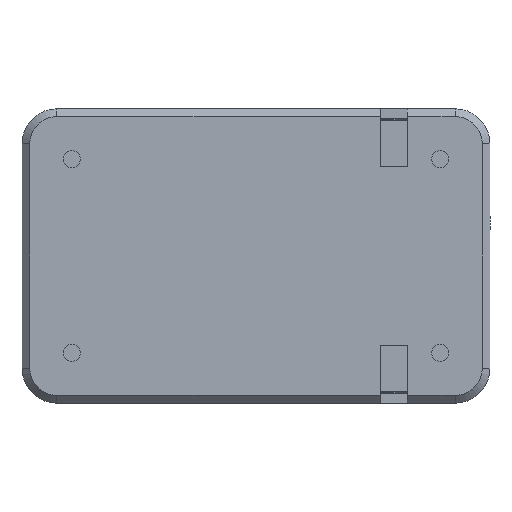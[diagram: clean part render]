
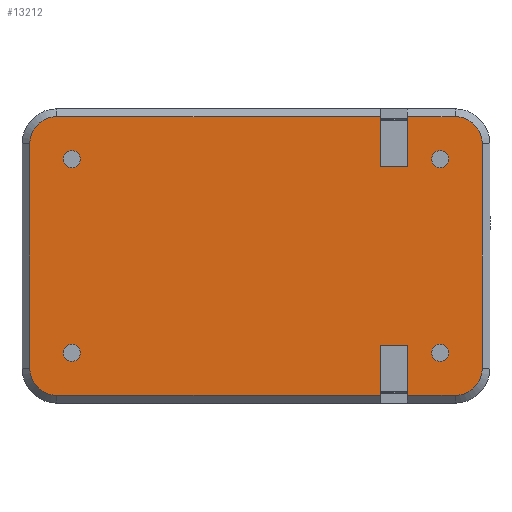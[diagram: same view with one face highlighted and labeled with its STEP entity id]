
A CAD part, front view. The second image highlights one B-rep face of the part: STEP entity #13212.
In plain terms, the highlighted planar face has unit normal (0, -1, 0).
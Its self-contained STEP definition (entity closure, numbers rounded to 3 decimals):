
#30=FACE_BOUND('',#1289,.T.);
#31=FACE_BOUND('',#1290,.T.);
#32=FACE_BOUND('',#1291,.T.);
#33=FACE_BOUND('',#1292,.T.);
#129=CIRCLE('',#13711,1.1);
#132=CIRCLE('',#13717,1.1);
#135=CIRCLE('',#13723,1.1);
#138=CIRCLE('',#13729,1.1);
#175=CIRCLE('',#13854,3.5);
#177=CIRCLE('',#13858,3.5);
#179=CIRCLE('',#13868,3.5);
#181=CIRCLE('',#13872,3.5);
#580=FACE_OUTER_BOUND('',#1288,.T.);
#1288=EDGE_LOOP('',(#9999,#10000,#10001,#10002,#10003,#10004,#10005,#10006,
#10007,#10008,#10009,#10010,#10011,#10012,#10013,#10014));
#1289=EDGE_LOOP('',(#10015));
#1290=EDGE_LOOP('',(#10016));
#1291=EDGE_LOOP('',(#10017));
#1292=EDGE_LOOP('',(#10018));
#2232=LINE('',#19040,#4011);
#2235=LINE('',#19051,#4014);
#2239=LINE('',#19063,#4018);
#2284=LINE('',#19140,#4063);
#2290=LINE('',#19151,#4069);
#2293=LINE('',#19162,#4072);
#2297=LINE('',#19172,#4076);
#2340=LINE('',#19246,#4119);
#2405=LINE('',#19406,#4184);
#2407=LINE('',#19410,#4186);
#2409=LINE('',#19413,#4188);
#2451=LINE('',#19503,#4230);
#4011=VECTOR('',#15370,10.);
#4014=VECTOR('',#15381,10.);
#4018=VECTOR('',#15393,10.);
#4063=VECTOR('',#15448,10.);
#4069=VECTOR('',#15456,10.);
#4072=VECTOR('',#15467,10.);
#4076=VECTOR('',#15479,10.);
#4119=VECTOR('',#15532,10.);
#4184=VECTOR('',#15765,10.);
#4186=VECTOR('',#15769,10.);
#4188=VECTOR('',#15773,10.);
#4230=VECTOR('',#15875,10.);
#5417=VERTEX_POINT('',#18238);
#5426=VERTEX_POINT('',#18261);
#5435=VERTEX_POINT('',#18284);
#5444=VERTEX_POINT('',#18307);
#5714=VERTEX_POINT('',#19033);
#5717=VERTEX_POINT('',#19038);
#5719=VERTEX_POINT('',#19043);
#5721=VERTEX_POINT('',#19049);
#5723=VERTEX_POINT('',#19055);
#5725=VERTEX_POINT('',#19061);
#5752=VERTEX_POINT('',#19139);
#5753=VERTEX_POINT('',#19144);
#5756=VERTEX_POINT('',#19149);
#5758=VERTEX_POINT('',#19154);
#5760=VERTEX_POINT('',#19160);
#5761=VERTEX_POINT('',#19165);
#5762=VERTEX_POINT('',#19170);
#5788=VERTEX_POINT('',#19245);
#5799=VERTEX_POINT('',#19405);
#5800=VERTEX_POINT('',#19409);
#6699=EDGE_CURVE('',#5417,#5417,#129,.T.);
#6710=EDGE_CURVE('',#5426,#5426,#132,.T.);
#6721=EDGE_CURVE('',#5435,#5435,#135,.T.);
#6732=EDGE_CURVE('',#5444,#5444,#138,.T.);
#7096=EDGE_CURVE('',#5717,#5714,#2232,.T.);
#7098=EDGE_CURVE('',#5719,#5717,#175,.T.);
#7101=EDGE_CURVE('',#5721,#5719,#2235,.T.);
#7104=EDGE_CURVE('',#5723,#5721,#177,.T.);
#7107=EDGE_CURVE('',#5725,#5723,#2239,.T.);
#7152=EDGE_CURVE('',#5714,#5752,#2284,.T.);
#7158=EDGE_CURVE('',#5756,#5753,#2290,.T.);
#7160=EDGE_CURVE('',#5758,#5756,#179,.T.);
#7163=EDGE_CURVE('',#5760,#5758,#2293,.T.);
#7166=EDGE_CURVE('',#5761,#5760,#181,.T.);
#7169=EDGE_CURVE('',#5762,#5761,#2297,.T.);
#7212=EDGE_CURVE('',#5753,#5788,#2340,.T.);
#7281=EDGE_CURVE('',#5752,#5799,#2405,.T.);
#7283=EDGE_CURVE('',#5788,#5800,#2407,.T.);
#7285=EDGE_CURVE('',#5762,#5799,#2409,.T.);
#7327=EDGE_CURVE('',#5725,#5800,#2451,.T.);
#9999=ORIENTED_EDGE('',*,*,#7107,.F.);
#10000=ORIENTED_EDGE('',*,*,#7327,.T.);
#10001=ORIENTED_EDGE('',*,*,#7283,.F.);
#10002=ORIENTED_EDGE('',*,*,#7212,.F.);
#10003=ORIENTED_EDGE('',*,*,#7158,.F.);
#10004=ORIENTED_EDGE('',*,*,#7160,.F.);
#10005=ORIENTED_EDGE('',*,*,#7163,.F.);
#10006=ORIENTED_EDGE('',*,*,#7166,.F.);
#10007=ORIENTED_EDGE('',*,*,#7169,.F.);
#10008=ORIENTED_EDGE('',*,*,#7285,.T.);
#10009=ORIENTED_EDGE('',*,*,#7281,.F.);
#10010=ORIENTED_EDGE('',*,*,#7152,.F.);
#10011=ORIENTED_EDGE('',*,*,#7096,.F.);
#10012=ORIENTED_EDGE('',*,*,#7098,.F.);
#10013=ORIENTED_EDGE('',*,*,#7101,.F.);
#10014=ORIENTED_EDGE('',*,*,#7104,.F.);
#10015=ORIENTED_EDGE('',*,*,#6721,.T.);
#10016=ORIENTED_EDGE('',*,*,#6732,.T.);
#10017=ORIENTED_EDGE('',*,*,#6699,.T.);
#10018=ORIENTED_EDGE('',*,*,#6710,.T.);
#12557=PLANE('',#13997);
#13212=ADVANCED_FACE('',(#580,#30,#31,#32,#33),#12557,.T.);
#13711=AXIS2_PLACEMENT_3D('',#18239,#14739,#14740);
#13717=AXIS2_PLACEMENT_3D('',#18262,#14759,#14760);
#13723=AXIS2_PLACEMENT_3D('',#18285,#14779,#14780);
#13729=AXIS2_PLACEMENT_3D('',#18308,#14799,#14800);
#13854=AXIS2_PLACEMENT_3D('',#19045,#15374,#15375);
#13858=AXIS2_PLACEMENT_3D('',#19057,#15386,#15387);
#13868=AXIS2_PLACEMENT_3D('',#19156,#15460,#15461);
#13872=AXIS2_PLACEMENT_3D('',#19167,#15472,#15473);
#13997=AXIS2_PLACEMENT_3D('',#19505,#15878,#15879);
#14739=DIRECTION('center_axis',(0.,1.,0.));
#14740=DIRECTION('ref_axis',(-1.,0.,0.));
#14759=DIRECTION('center_axis',(0.,1.,0.));
#14760=DIRECTION('ref_axis',(-1.,0.,0.));
#14779=DIRECTION('center_axis',(0.,1.,0.));
#14780=DIRECTION('ref_axis',(-1.,0.,0.));
#14799=DIRECTION('center_axis',(0.,1.,0.));
#14800=DIRECTION('ref_axis',(-1.,0.,0.));
#15370=DIRECTION('',(-1.,0.,0.));
#15374=DIRECTION('center_axis',(0.,1.,0.));
#15375=DIRECTION('ref_axis',(1.,0.,0.));
#15381=DIRECTION('',(0.,0.,-1.));
#15386=DIRECTION('center_axis',(0.,1.,0.));
#15387=DIRECTION('ref_axis',(0.,0.,1.));
#15393=DIRECTION('',(1.,0.,0.));
#15448=DIRECTION('',(0.,0.,1.));
#15456=DIRECTION('',(1.,0.,0.));
#15460=DIRECTION('center_axis',(0.,1.,0.));
#15461=DIRECTION('ref_axis',(-1.,0.,0.));
#15467=DIRECTION('',(0.,0.,1.));
#15472=DIRECTION('center_axis',(0.,1.,0.));
#15473=DIRECTION('ref_axis',(0.,0.,-1.));
#15479=DIRECTION('',(-1.,0.,0.));
#15532=DIRECTION('',(0.,0.,-1.));
#15765=DIRECTION('',(-1.,0.,0.));
#15769=DIRECTION('',(1.,0.,0.));
#15773=DIRECTION('',(0.,0.,1.));
#15875=DIRECTION('',(0.,0.,-1.));
#15878=DIRECTION('center_axis',(0.,-1.,0.));
#15879=DIRECTION('ref_axis',(0.,0.,-1.));
#18238=CARTESIAN_POINT('',(24.95,-2.6,12.55));
#18239=CARTESIAN_POINT('Origin',(23.85,-2.6,12.55));
#18261=CARTESIAN_POINT('',(24.95,-2.6,-12.55));
#18262=CARTESIAN_POINT('Origin',(23.85,-2.6,-12.55));
#18284=CARTESIAN_POINT('',(-22.75,-2.6,-12.55));
#18285=CARTESIAN_POINT('Origin',(-23.85,-2.6,-12.55));
#18307=CARTESIAN_POINT('',(-22.75,-2.6,12.55));
#18308=CARTESIAN_POINT('Origin',(-23.85,-2.6,12.55));
#19033=CARTESIAN_POINT('',(19.6,-2.6,-18.05));
#19038=CARTESIAN_POINT('',(25.8,-2.6,-18.05));
#19040=CARTESIAN_POINT('',(9.8,-2.6,-18.05));
#19043=CARTESIAN_POINT('',(29.3,-2.6,-14.55));
#19045=CARTESIAN_POINT('Origin',(25.8,-2.6,-14.55));
#19049=CARTESIAN_POINT('',(29.3,-2.6,14.55));
#19051=CARTESIAN_POINT('',(29.3,-2.6,-7.275));
#19055=CARTESIAN_POINT('',(25.8,-2.6,18.05));
#19057=CARTESIAN_POINT('Origin',(25.8,-2.6,14.55));
#19061=CARTESIAN_POINT('',(19.6,-2.6,18.05));
#19063=CARTESIAN_POINT('',(12.9,-2.6,18.05));
#19139=CARTESIAN_POINT('',(19.6,-2.6,-11.55));
#19140=CARTESIAN_POINT('',(19.6,-2.6,-5.775));
#19144=CARTESIAN_POINT('',(16.1,-2.6,18.05));
#19149=CARTESIAN_POINT('',(-25.8,-2.6,18.05));
#19151=CARTESIAN_POINT('',(12.9,-2.6,18.05));
#19154=CARTESIAN_POINT('',(-29.3,-2.6,14.55));
#19156=CARTESIAN_POINT('Origin',(-25.8,-2.6,14.55));
#19160=CARTESIAN_POINT('',(-29.3,-2.6,-14.55));
#19162=CARTESIAN_POINT('',(-29.3,-2.6,7.275));
#19165=CARTESIAN_POINT('',(-25.8,-2.6,-18.05));
#19167=CARTESIAN_POINT('Origin',(-25.8,-2.6,-14.55));
#19170=CARTESIAN_POINT('',(16.1,-2.6,-18.05));
#19172=CARTESIAN_POINT('',(9.8,-2.6,-18.05));
#19245=CARTESIAN_POINT('',(16.1,-2.6,11.55));
#19246=CARTESIAN_POINT('',(16.1,-2.6,5.775));
#19405=CARTESIAN_POINT('',(16.1,-2.6,-11.55));
#19406=CARTESIAN_POINT('',(8.05,-2.6,-11.55));
#19409=CARTESIAN_POINT('',(19.6,-2.6,11.55));
#19410=CARTESIAN_POINT('',(9.8,-2.6,11.55));
#19413=CARTESIAN_POINT('',(16.1,-2.6,-19.05));
#19503=CARTESIAN_POINT('',(19.6,-2.6,19.05));
#19505=CARTESIAN_POINT('Origin',(0.,-2.6,0.));
